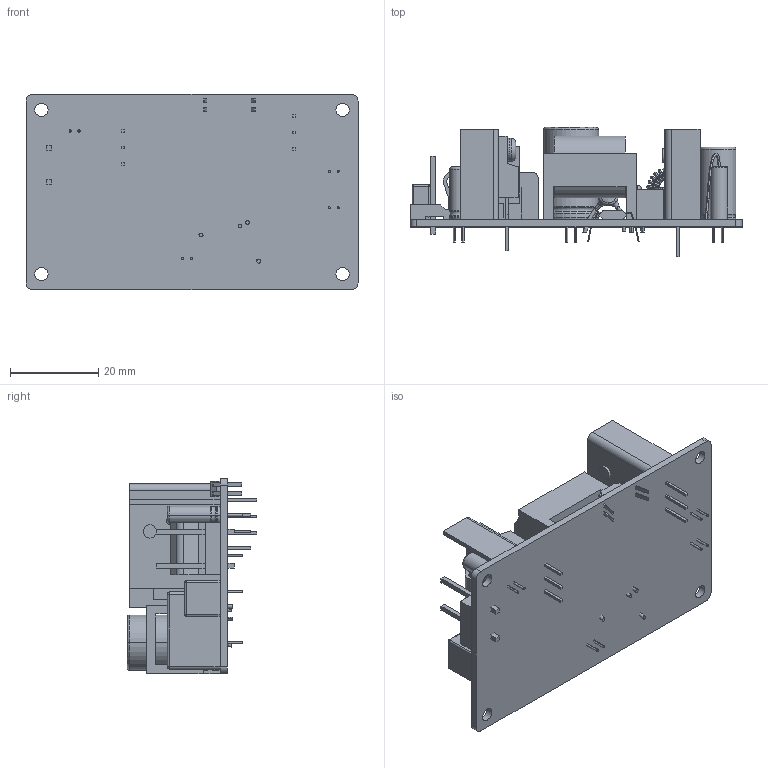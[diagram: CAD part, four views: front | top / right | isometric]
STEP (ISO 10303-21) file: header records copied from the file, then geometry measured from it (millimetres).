
FILE_DESCRIPTION((''),'2;1');
FILE_NAME('UOB315_ASM','2026-01-21T',('410022'),(''),'PRO/ENGINEER BY PARAMETRIC TECHNOLOGY CORPORATION, 2010280','PRO/ENGINEER BY PARAMETRIC TECHNOLOGY CORPORATION, 2010280','');
FILE_SCHEMA(('AUTOMOTIVE_DESIGN_CC2 { 1 2 10303 214 -1 1 5 2 }'));
Length unit declared in the file: millimetre
Products named in the file (18): PCB; UOP305-B; UT; HS__1; CX_; CONNECT__; CN2; D__; M3X_; R12X5; CY2_; R12X21; R12X6; F1; CX__; U__; 22; UOB315_ASM
Assembly tree (21 placements, depth 2):
  UOB315_ASM
    PCB
    UOP305-B
    UT
    HS__1
    CX_
    CONNECT__
    CN2
    D__  x2
    M3X_  x2
    R12X5  x2
    CY2_  x2
    R12X21
    R12X6
    F1
    CX__
    U__
    22
Bounding box: 75.2 x 29.3 x 44.2 mm (x, y, z)
Volume: 21747.5 mm3; surface area: 22001.5 mm2
Topology: 47 solids, 50 shells, 1030 faces, 2349 edges, 1398 vertices
Faces by surface type: plane 404, torus 350, cylinder 204, bspline 50, extrusion 10, sphere 8, revolution 4
Entity records: 40745 total; most frequent: CARTESIAN_POINT 10848, DIRECTION 4909, ORIENTED_EDGE 4178, PRESENTATION_STYLE_ASSIGNMENT 2194, EDGE_CURVE 2107, STYLED_ITEM 2088, CURVE_STYLE 1941, AXIS2_PLACEMENT_3D 1928
